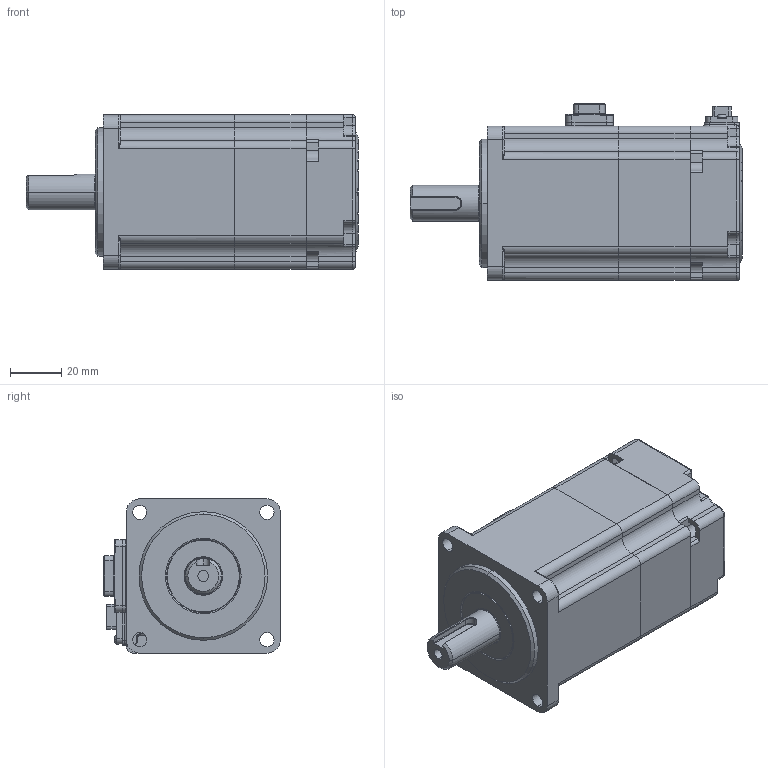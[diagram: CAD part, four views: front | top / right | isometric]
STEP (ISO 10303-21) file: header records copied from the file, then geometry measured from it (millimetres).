
FILE_DESCRIPTION (( 'STEP AP203' ), '1' );
FILE_NAME ('MS6H-60CS30BZ3-20P2.STEP', '2022-04-08T06:25:28', ( '' ), ( '' ), 'SwSTEP 2.0', 'SolidWorks 2016', '' );
FILE_SCHEMA (( 'CONFIG_CONTROL_DESIGN' ));
Length unit declared in the file: millimetre
Products named in the file (2): MS6H-60CS30BZ3-20P2
Bounding box: 129.15 x 68.8 x 60 mm (x, y, z)
Surface area: 37660.9 mm2 (no closed solid volume)
Topology: 0 solids, 18 shells, 646 faces, 2141 edges, 1484 vertices
Faces by surface type: plane 289, cylinder 246, torus 59, cone 23, bspline 21, sphere 8
Entity records: 24421 total; most frequent: CARTESIAN_POINT 5652, DIRECTION 4019, ORIENTED_EDGE 3485, EDGE_CURVE 2125, VERTEX_POINT 1484, AXIS2_PLACEMENT_3D 1345, VECTOR 1329, LINE 1329
